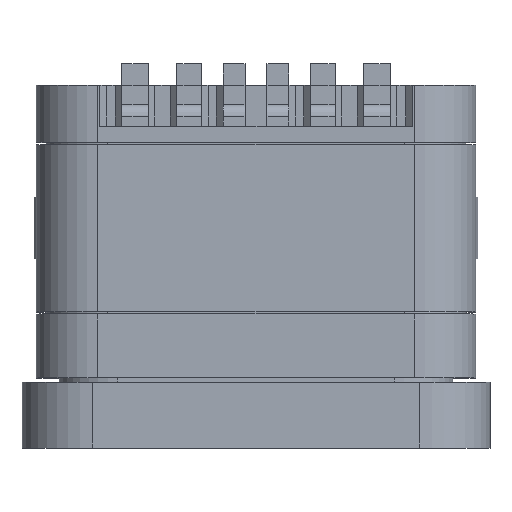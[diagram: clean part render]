
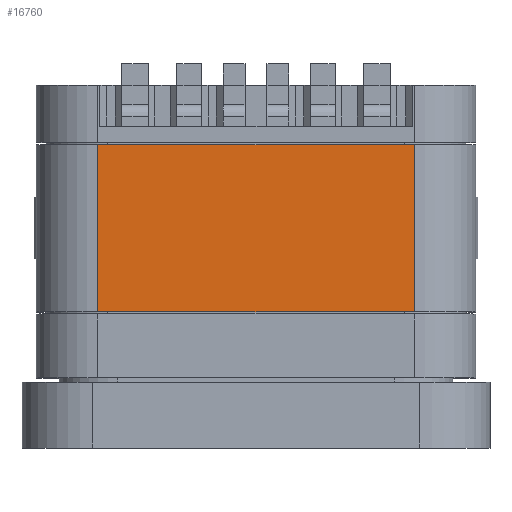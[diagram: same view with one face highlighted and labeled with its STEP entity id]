
A CAD part, top view. The second image highlights one B-rep face of the part: STEP entity #16760.
In plain terms, the highlighted planar face has unit normal (0, 0, 1).
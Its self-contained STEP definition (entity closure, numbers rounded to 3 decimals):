
#909=FACE_OUTER_BOUND('',#1829,.T.);
#1829=EDGE_LOOP('',(#13416,#13417,#13418,#13419));
#3768=LINE('',#26354,#5759);
#3809=LINE('',#26482,#5800);
#3815=LINE('',#26499,#5806);
#3816=LINE('',#26500,#5807);
#5759=VECTOR('',#21173,7.19);
#5800=VECTOR('',#21288,7.19);
#5806=VECTOR('',#21304,3.8);
#5807=VECTOR('',#21305,3.8);
#7624=VERTEX_POINT('',#26351);
#7625=VERTEX_POINT('',#26353);
#7674=VERTEX_POINT('',#26480);
#7675=VERTEX_POINT('',#26481);
#9662=EDGE_CURVE('',#7625,#7624,#3768,.T.);
#9726=EDGE_CURVE('',#7674,#7675,#3809,.T.);
#9736=EDGE_CURVE('',#7625,#7675,#3815,.T.);
#9737=EDGE_CURVE('',#7674,#7624,#3816,.T.);
#13416=ORIENTED_EDGE('',*,*,#9726,.T.);
#13417=ORIENTED_EDGE('',*,*,#9736,.F.);
#13418=ORIENTED_EDGE('',*,*,#9662,.T.);
#13419=ORIENTED_EDGE('',*,*,#9737,.F.);
#15943=PLANE('',#18026);
#16760=ADVANCED_FACE('',(#909),#15943,.T.);
#18026=AXIS2_PLACEMENT_3D('',#26498,#21302,#21303);
#21173=DIRECTION('',(-1.,0.,0.));
#21288=DIRECTION('',(1.,0.,0.));
#21302=DIRECTION('center_axis',(0.,0.,1.));
#21303=DIRECTION('ref_axis',(1.,0.,0.));
#21304=DIRECTION('',(0.,-1.,0.));
#21305=DIRECTION('',(0.,1.,0.));
#26351=CARTESIAN_POINT('',(-3.595,2.325,2.88));
#26353=CARTESIAN_POINT('',(3.595,2.325,2.88));
#26354=CARTESIAN_POINT('',(3.595,2.325,2.88));
#26480=CARTESIAN_POINT('',(-3.595,-1.475,2.88));
#26481=CARTESIAN_POINT('',(3.595,-1.475,2.88));
#26482=CARTESIAN_POINT('',(-3.595,-1.475,2.88));
#26498=CARTESIAN_POINT('Origin',(-3.739,-1.551,2.88));
#26499=CARTESIAN_POINT('',(3.595,2.325,2.88));
#26500=CARTESIAN_POINT('',(-3.595,-1.475,2.88));
